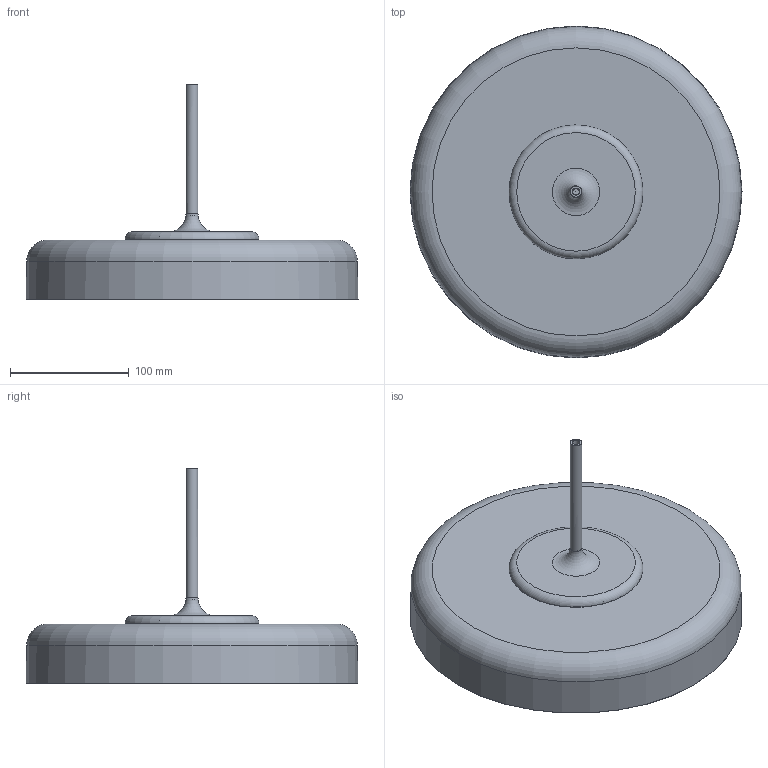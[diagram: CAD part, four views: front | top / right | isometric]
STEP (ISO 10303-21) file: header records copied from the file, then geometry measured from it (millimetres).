
FILE_DESCRIPTION(/* description */ ('This is a sample STEP configuration'),/* implementation_level */ '2;1');
FILE_NAME(/* name */ '136-1004xxxx SIMPLE.ipt_Rev_00.1.stp',/* time_stamp */ '2023-04-26T13:02:13+02:00',/* author */ ('powerJobs'),/* organization */ ('coolOrange'),/* preprocessor_version */ 'ST-DEVELOPER v19.2',/* originating_system */ 'Autodesk Inventor 2023',/* authorisation */ '');
FILE_SCHEMA (('AUTOMOTIVE_DESIGN { 1 0 10303 214 3 1 1 }'));
Length unit declared in the file: millimetre
Products named in the file (1): ENG000025642
Bounding box: 279.99 x 279.99 x 181.15 mm (x, y, z)
Volume: 473957.7 mm3; surface area: 278989.6 mm2
Topology: 3 solids, 8 shells, 100 faces, 239 edges, 164 vertices
Faces by surface type: cylinder 27, plane 27, torus 18, bspline 14, cone 12, sphere 2
Full cylindrical faces by diameter (mm): 3 x4, 5.5 x1, 6.647 x1, 8 x2, 10 x1, 15 x1, 71 x2, 71.6 x1, 74 x1, 94 x1, 100 x1, 101 x1, 104 x1, 106 x1, 106.4 x1, 110 x2, 113 x1
Entity records: 12182 total; most frequent: CARTESIAN_POINT 9781, DIRECTION 480, ORIENTED_EDGE 476, EDGE_CURVE 241, AXIS2_PLACEMENT_3D 215, VERTEX_POINT 170, CIRCLE 128, EDGE_LOOP 125
